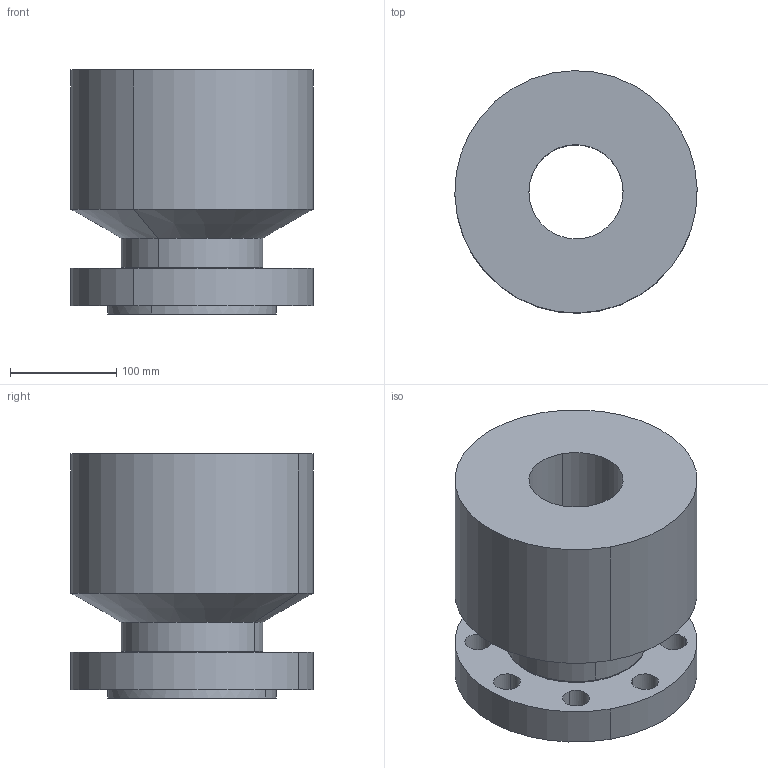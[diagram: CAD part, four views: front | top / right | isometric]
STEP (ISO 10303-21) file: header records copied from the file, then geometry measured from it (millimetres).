
FILE_DESCRIPTION(('3D STEP'),'2;1');
FILE_NAME('3.5-600-EB-RTJ-STD-CONN-FLANGE.stp','2013-11-29T07:10:54+00:00',('Texas Flange'),(''),'CATIA Version 5 Release 20 SP 6 (IN-10)','CATIA V5 STEP AP214','800-826-3801');
FILE_SCHEMA(('AUTOMOTIVE_DESIGN { 1 0 10303 214 1 1 1 1 }'));
Length unit declared in the file: inch
Products named in the file (1): 3.5-600-EB-RTJ-STD-CONN-FLANGE
Bounding box: 228.54 x 228.54 x 230.2 mm (x, y, z)
Volume: 6504723.3 mm3; surface area: 346597.4 mm2
Topology: 1 solids, 1 shells, 431 faces, 1228 edges, 812 vertices
Faces by surface type: plane 371, cylinder 46, cone 8, torus 6
Entity records: 16126 total; most frequent: ORIENTED_EDGE 2456, CARTESIAN_POINT 2415, DIRECTION 1976, EDGE_CURVE 1228, VECTOR 1098, LINE 1098, VERTEX_POINT 812, AXIS2_PLACEMENT_3D 505
